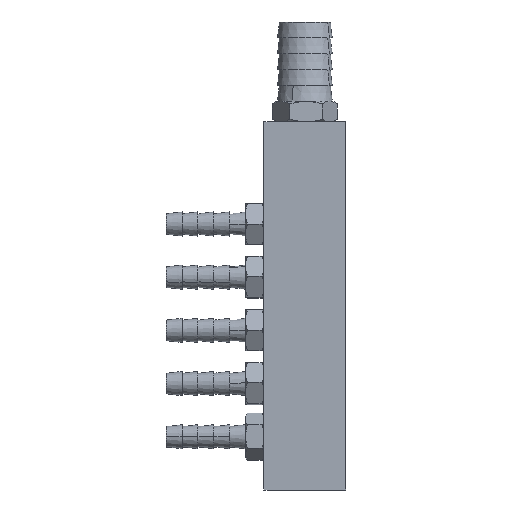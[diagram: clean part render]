
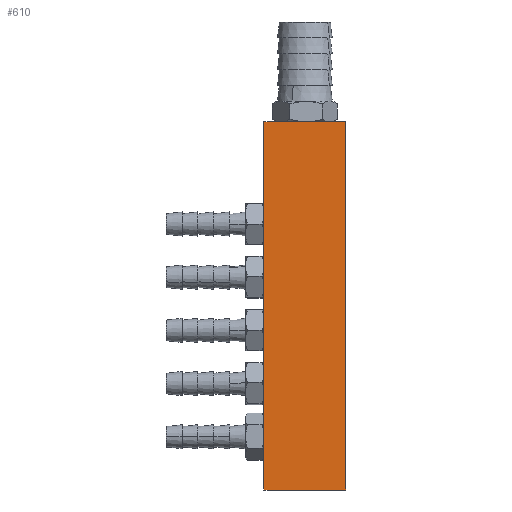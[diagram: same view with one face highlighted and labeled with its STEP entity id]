
A CAD part, front view. The second image highlights one B-rep face of the part: STEP entity #610.
In plain terms, the highlighted planar face has unit normal (0, -1, 0).
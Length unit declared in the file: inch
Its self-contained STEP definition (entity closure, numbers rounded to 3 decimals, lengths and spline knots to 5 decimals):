
#253 = DIRECTION ( 'NONE',  ( 1., 0., 0. ) ) ;
#610 = ADVANCED_FACE ( 'NONE', ( #4944 ), #8356, .F. ) ;
#1042 = LINE ( 'NONE', #13764, #11827 ) ;
#1165 = DIRECTION ( 'NONE',  ( 1., 0., 0. ) ) ;
#1644 = EDGE_CURVE ( 'NONE', #2617, #4905, #1042, .T. ) ;
#1645 = ORIENTED_EDGE ( 'NONE', *, *, #9462, .F. ) ;
#1803 = EDGE_CURVE ( 'NONE', #6518, #3201, #2339, .T. ) ;
#1965 = ORIENTED_EDGE ( 'NONE', *, *, #1644, .F. ) ;
#2339 = LINE ( 'NONE', #8263, #7069 ) ;
#2467 = CARTESIAN_POINT ( 'NONE',  ( -0.5, -0.5, 4.5 ) ) ;
#2617 = VERTEX_POINT ( 'NONE', #8177 ) ;
#2725 = DIRECTION ( 'NONE',  ( 0., 1., 0. ) ) ;
#3201 = VERTEX_POINT ( 'NONE', #5822 ) ;
#4046 = VECTOR ( 'NONE', #253, 39.37008 ) ;
#4524 = AXIS2_PLACEMENT_3D ( 'NONE', #5944, #2725, #12703 ) ;
#4905 = VERTEX_POINT ( 'NONE', #13359 ) ;
#4944 = FACE_OUTER_BOUND ( 'NONE', #13799, .T. ) ;
#5145 = CARTESIAN_POINT ( 'NONE',  ( -0.5, -0.5, 4.5 ) ) ;
#5583 = ORIENTED_EDGE ( 'NONE', *, *, #8362, .T. ) ;
#5821 = LINE ( 'NONE', #10167, #12353 ) ;
#5822 = CARTESIAN_POINT ( 'NONE',  ( -0.5, -0.5, 0. ) ) ;
#5944 = CARTESIAN_POINT ( 'NONE',  ( -0.5, -0.5, 4.5 ) ) ;
#6518 = VERTEX_POINT ( 'NONE', #5145 ) ;
#7069 = VECTOR ( 'NONE', #11259, 39.37008 ) ;
#8177 = CARTESIAN_POINT ( 'NONE',  ( 0.5, -0.5, 4.5 ) ) ;
#8263 = CARTESIAN_POINT ( 'NONE',  ( -0.5, -0.5, 4.5 ) ) ;
#8356 = PLANE ( 'NONE',  #4524 ) ;
#8362 = EDGE_CURVE ( 'NONE', #3201, #4905, #5821, .T. ) ;
#9462 = EDGE_CURVE ( 'NONE', #6518, #2617, #11248, .T. ) ;
#10090 = ORIENTED_EDGE ( 'NONE', *, *, #1803, .T. ) ;
#10167 = CARTESIAN_POINT ( 'NONE',  ( -0.5, -0.5, 0. ) ) ;
#11248 = LINE ( 'NONE', #2467, #4046 ) ;
#11259 = DIRECTION ( 'NONE',  ( 0., 0., -1. ) ) ;
#11827 = VECTOR ( 'NONE', #12688, 39.37008 ) ;
#12353 = VECTOR ( 'NONE', #1165, 39.37008 ) ;
#12688 = DIRECTION ( 'NONE',  ( 0., 0., -1. ) ) ;
#12703 = DIRECTION ( 'NONE',  ( 0., 0., 1. ) ) ;
#13359 = CARTESIAN_POINT ( 'NONE',  ( 0.5, -0.5, 0. ) ) ;
#13764 = CARTESIAN_POINT ( 'NONE',  ( 0.5, -0.5, 4.5 ) ) ;
#13799 = EDGE_LOOP ( 'NONE', ( #5583, #1965, #1645, #10090 ) ) ;
